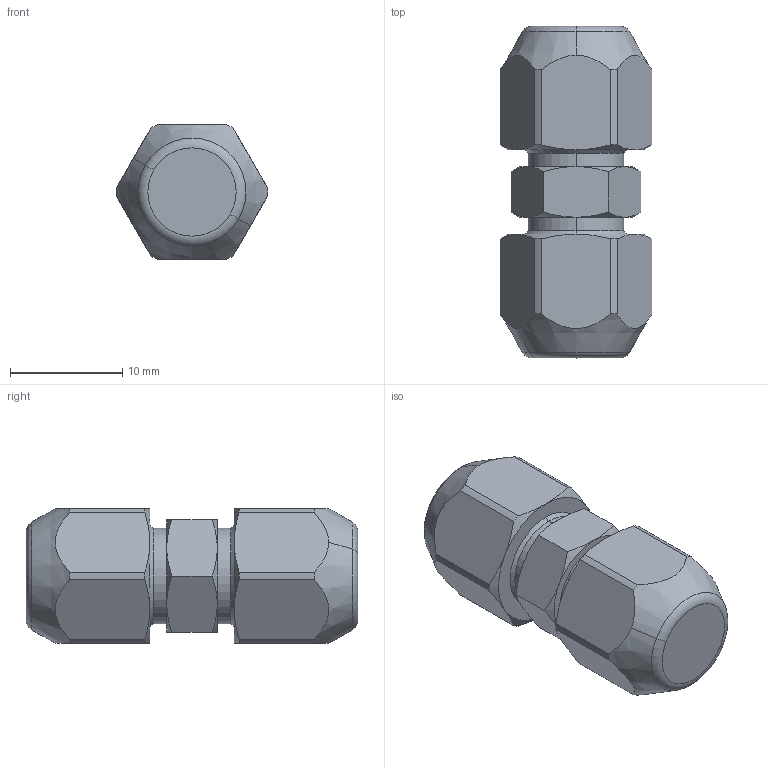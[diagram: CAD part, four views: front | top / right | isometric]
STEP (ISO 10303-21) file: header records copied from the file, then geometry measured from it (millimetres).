
FILE_DESCRIPTION (( 'STEP AP214' ), '1' );
FILE_NAME ('6104000004A.step', '2012-10-16T17:30:07', ( '' ), ( '' ), 'SwSTEP 2.0', 'SolidWorks 2012', '' );
FILE_SCHEMA (( 'AUTOMOTIVE_DESIGN' ));
Length unit declared in the file: millimetre
Products named in the file (1): 6104000004A
Bounding box: 13.5 x 29.5 x 12 mm (x, y, z)
Volume: 3086.3 mm3; surface area: 1412.3 mm2
Topology: 1 solids, 1 shells, 76 faces, 178 edges, 108 vertices
Faces by surface type: cone 32, plane 24, cylinder 16, torus 4
Entity records: 2512 total; most frequent: CARTESIAN_POINT 811, ORIENTED_EDGE 356, DIRECTION 340, EDGE_CURVE 178, AXIS2_PLACEMENT_3D 149, VERTEX_POINT 108, EDGE_LOOP 80, ADVANCED_FACE 76
